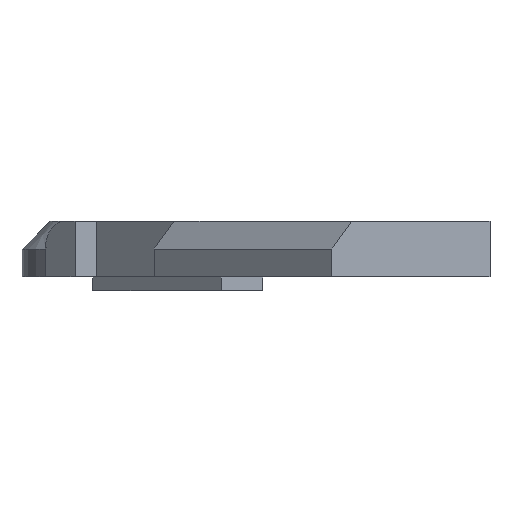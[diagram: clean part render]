
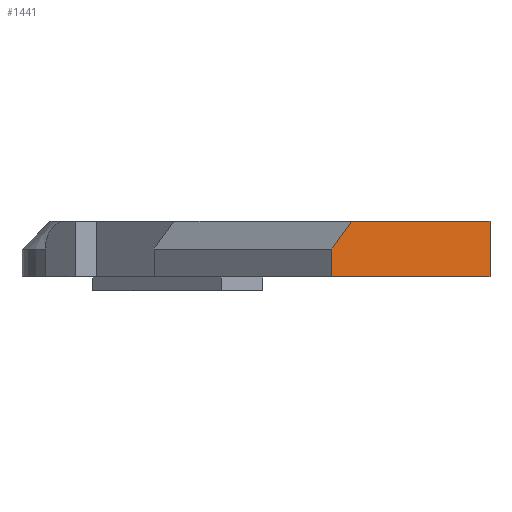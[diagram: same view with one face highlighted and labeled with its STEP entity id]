
A CAD part, front view. The second image highlights one B-rep face of the part: STEP entity #1441.
In plain terms, the highlighted planar face has unit normal (0.707, -0.707, 0).
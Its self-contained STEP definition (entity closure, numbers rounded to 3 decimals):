
#72 = PLANE('',#73);
#73 = AXIS2_PLACEMENT_3D('',#74,#75,#76);
#74 = CARTESIAN_POINT('',(15.088,-14.952,0.));
#75 = DIRECTION('',(-0.,-0.,-1.));
#76 = DIRECTION('',(-1.,0.,0.));
#128 = PLANE('',#129);
#129 = AXIS2_PLACEMENT_3D('',#130,#131,#132);
#130 = CARTESIAN_POINT('',(15.088,-14.952,2.));
#131 = DIRECTION('',(-0.,-0.,-1.));
#132 = DIRECTION('',(-1.,0.,0.));
#781 = VERTEX_POINT('',#782);
#782 = CARTESIAN_POINT('',(24.042,-18.385,0.));
#796 = PLANE('',#797);
#797 = AXIS2_PLACEMENT_3D('',#798,#799,#800);
#798 = CARTESIAN_POINT('',(11.314,-5.657,0.));
#799 = DIRECTION('',(0.707,0.707,0.));
#800 = DIRECTION('',(0.707,-0.707,0.));
#808 = EDGE_CURVE('',#781,#809,#811,.T.);
#809 = VERTEX_POINT('',#810);
#810 = CARTESIAN_POINT('',(18.385,-24.042,0.));
#811 = SURFACE_CURVE('',#812,(#816,#823),.PCURVE_S1.);
#812 = LINE('',#813,#814);
#813 = CARTESIAN_POINT('',(24.042,-18.385,0.));
#814 = VECTOR('',#815,1.);
#815 = DIRECTION('',(-0.707,-0.707,0.));
#816 = PCURVE('',#72,#817);
#817 = DEFINITIONAL_REPRESENTATION('',(#818),#822);
#818 = LINE('',#819,#820);
#819 = CARTESIAN_POINT('',(-8.954,-3.433));
#820 = VECTOR('',#821,1.);
#821 = DIRECTION('',(0.707,-0.707));
#822 = ( GEOMETRIC_REPRESENTATION_CONTEXT(2) 
PARAMETRIC_REPRESENTATION_CONTEXT() REPRESENTATION_CONTEXT('2D SPACE',''
  ) );
#823 = PCURVE('',#824,#829);
#824 = PLANE('',#825);
#825 = AXIS2_PLACEMENT_3D('',#826,#827,#828);
#826 = CARTESIAN_POINT('',(24.042,-18.385,0.));
#827 = DIRECTION('',(0.707,-0.707,0.));
#828 = DIRECTION('',(-0.707,-0.707,0.));
#829 = DEFINITIONAL_REPRESENTATION('',(#830),#834);
#830 = LINE('',#831,#832);
#831 = CARTESIAN_POINT('',(0.,0.));
#832 = VECTOR('',#833,1.);
#833 = DIRECTION('',(1.,0.));
#834 = ( GEOMETRIC_REPRESENTATION_CONTEXT(2) 
PARAMETRIC_REPRESENTATION_CONTEXT() REPRESENTATION_CONTEXT('2D SPACE',''
  ) );
#852 = PLANE('',#853);
#853 = AXIS2_PLACEMENT_3D('',#854,#855,#856);
#854 = CARTESIAN_POINT('',(18.385,-24.042,0.));
#855 = DIRECTION('',(-0.707,-0.707,0.));
#856 = DIRECTION('',(-0.707,0.707,0.));
#1015 = VERTEX_POINT('',#1016);
#1016 = CARTESIAN_POINT('',(24.042,-18.385,2.));
#1037 = EDGE_CURVE('',#1015,#1038,#1040,.T.);
#1038 = VERTEX_POINT('',#1039);
#1039 = CARTESIAN_POINT('',(19.092,-23.335,2.));
#1040 = SURFACE_CURVE('',#1041,(#1045,#1052),.PCURVE_S1.);
#1041 = LINE('',#1042,#1043);
#1042 = CARTESIAN_POINT('',(24.042,-18.385,2.));
#1043 = VECTOR('',#1044,1.);
#1044 = DIRECTION('',(-0.707,-0.707,0.));
#1045 = PCURVE('',#128,#1046);
#1046 = DEFINITIONAL_REPRESENTATION('',(#1047),#1051);
#1047 = LINE('',#1048,#1049);
#1048 = CARTESIAN_POINT('',(-8.954,-3.433));
#1049 = VECTOR('',#1050,1.);
#1050 = DIRECTION('',(0.707,-0.707));
#1051 = ( GEOMETRIC_REPRESENTATION_CONTEXT(2) 
PARAMETRIC_REPRESENTATION_CONTEXT() REPRESENTATION_CONTEXT('2D SPACE',''
  ) );
#1052 = PCURVE('',#824,#1053);
#1053 = DEFINITIONAL_REPRESENTATION('',(#1054),#1058);
#1054 = LINE('',#1055,#1056);
#1055 = CARTESIAN_POINT('',(0.,-2.));
#1056 = VECTOR('',#1057,1.);
#1057 = DIRECTION('',(1.,0.));
#1058 = ( GEOMETRIC_REPRESENTATION_CONTEXT(2) 
PARAMETRIC_REPRESENTATION_CONTEXT() REPRESENTATION_CONTEXT('2D SPACE',''
  ) );
#1076 = PLANE('',#1077);
#1077 = AXIS2_PLACEMENT_3D('',#1078,#1079,#1080);
#1078 = CARTESIAN_POINT('',(18.738,-23.688,1.5));
#1079 = DIRECTION('',(0.5,0.5,-0.707));
#1080 = DIRECTION('',(-0.707,0.707,0.
    ));
#1396 = EDGE_CURVE('',#809,#1397,#1399,.T.);
#1397 = VERTEX_POINT('',#1398);
#1398 = CARTESIAN_POINT('',(18.385,-24.042,1.));
#1399 = SURFACE_CURVE('',#1400,(#1404,#1411),.PCURVE_S1.);
#1400 = LINE('',#1401,#1402);
#1401 = CARTESIAN_POINT('',(18.385,-24.042,0.));
#1402 = VECTOR('',#1403,1.);
#1403 = DIRECTION('',(0.,0.,1.));
#1404 = PCURVE('',#852,#1405);
#1405 = DEFINITIONAL_REPRESENTATION('',(#1406),#1410);
#1406 = LINE('',#1407,#1408);
#1407 = CARTESIAN_POINT('',(0.,0.));
#1408 = VECTOR('',#1409,1.);
#1409 = DIRECTION('',(0.,-1.));
#1410 = ( GEOMETRIC_REPRESENTATION_CONTEXT(2) 
PARAMETRIC_REPRESENTATION_CONTEXT() REPRESENTATION_CONTEXT('2D SPACE',''
  ) );
#1411 = PCURVE('',#824,#1412);
#1412 = DEFINITIONAL_REPRESENTATION('',(#1413),#1417);
#1413 = LINE('',#1414,#1415);
#1414 = CARTESIAN_POINT('',(8.,0.));
#1415 = VECTOR('',#1416,1.);
#1416 = DIRECTION('',(0.,-1.));
#1417 = ( GEOMETRIC_REPRESENTATION_CONTEXT(2) 
PARAMETRIC_REPRESENTATION_CONTEXT() REPRESENTATION_CONTEXT('2D SPACE',''
  ) );
#1441 = ADVANCED_FACE('',(#1442),#824,.T.);
#1442 = FACE_BOUND('',#1443,.T.);
#1443 = EDGE_LOOP('',(#1444,#1445,#1446,#1467,#1468));
#1444 = ORIENTED_EDGE('',*,*,#1396,.F.);
#1445 = ORIENTED_EDGE('',*,*,#808,.F.);
#1446 = ORIENTED_EDGE('',*,*,#1447,.T.);
#1447 = EDGE_CURVE('',#781,#1015,#1448,.T.);
#1448 = SURFACE_CURVE('',#1449,(#1453,#1460),.PCURVE_S1.);
#1449 = LINE('',#1450,#1451);
#1450 = CARTESIAN_POINT('',(24.042,-18.385,0.));
#1451 = VECTOR('',#1452,1.);
#1452 = DIRECTION('',(0.,0.,1.));
#1453 = PCURVE('',#824,#1454);
#1454 = DEFINITIONAL_REPRESENTATION('',(#1455),#1459);
#1455 = LINE('',#1456,#1457);
#1456 = CARTESIAN_POINT('',(0.,0.));
#1457 = VECTOR('',#1458,1.);
#1458 = DIRECTION('',(0.,-1.));
#1459 = ( GEOMETRIC_REPRESENTATION_CONTEXT(2) 
PARAMETRIC_REPRESENTATION_CONTEXT() REPRESENTATION_CONTEXT('2D SPACE',''
  ) );
#1460 = PCURVE('',#796,#1461);
#1461 = DEFINITIONAL_REPRESENTATION('',(#1462),#1466);
#1462 = LINE('',#1463,#1464);
#1463 = CARTESIAN_POINT('',(18.,0.));
#1464 = VECTOR('',#1465,1.);
#1465 = DIRECTION('',(0.,-1.));
#1466 = ( GEOMETRIC_REPRESENTATION_CONTEXT(2) 
PARAMETRIC_REPRESENTATION_CONTEXT() REPRESENTATION_CONTEXT('2D SPACE',''
  ) );
#1467 = ORIENTED_EDGE('',*,*,#1037,.T.);
#1468 = ORIENTED_EDGE('',*,*,#1469,.F.);
#1469 = EDGE_CURVE('',#1397,#1038,#1470,.T.);
#1470 = SURFACE_CURVE('',#1471,(#1475,#1482),.PCURVE_S1.);
#1471 = LINE('',#1472,#1473);
#1472 = CARTESIAN_POINT('',(19.799,-22.627,3.));
#1473 = VECTOR('',#1474,1.);
#1474 = DIRECTION('',(0.5,0.5,0.707));
#1475 = PCURVE('',#824,#1476);
#1476 = DEFINITIONAL_REPRESENTATION('',(#1477),#1481);
#1477 = LINE('',#1478,#1479);
#1478 = CARTESIAN_POINT('',(6.,-3.));
#1479 = VECTOR('',#1480,1.);
#1480 = DIRECTION('',(-0.707,-0.707));
#1481 = ( GEOMETRIC_REPRESENTATION_CONTEXT(2) 
PARAMETRIC_REPRESENTATION_CONTEXT() REPRESENTATION_CONTEXT('2D SPACE',''
  ) );
#1482 = PCURVE('',#1076,#1483);
#1483 = DEFINITIONAL_REPRESENTATION('',(#1484),#1488);
#1484 = LINE('',#1485,#1486);
#1485 = CARTESIAN_POINT('',(0.,2.121));
#1486 = VECTOR('',#1487,1.);
#1487 = DIRECTION('',(0.,1.));
#1488 = ( GEOMETRIC_REPRESENTATION_CONTEXT(2) 
PARAMETRIC_REPRESENTATION_CONTEXT() REPRESENTATION_CONTEXT('2D SPACE',''
  ) );
